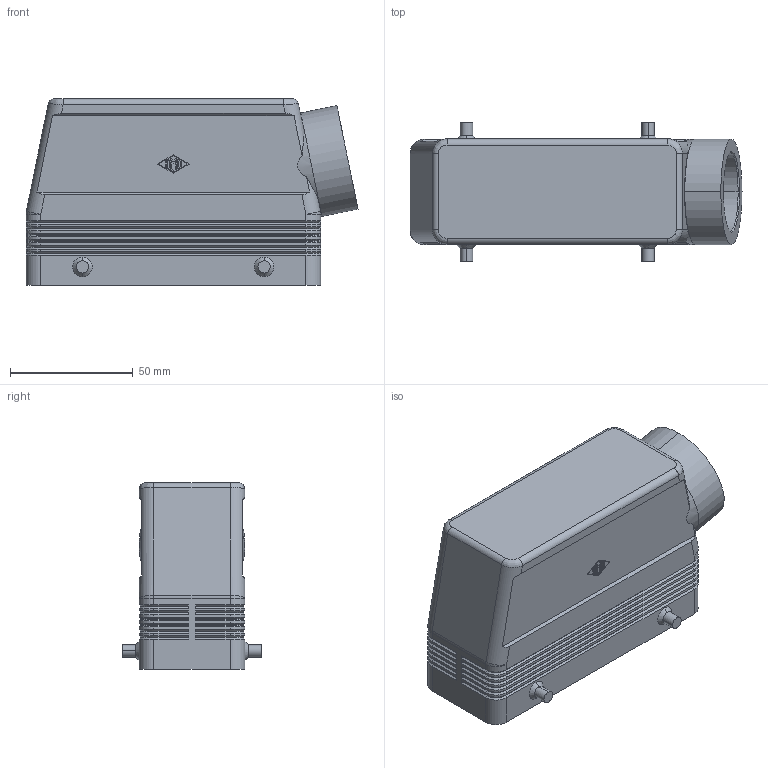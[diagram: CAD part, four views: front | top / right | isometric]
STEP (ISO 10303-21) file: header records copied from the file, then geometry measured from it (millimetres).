
FILE_DESCRIPTION(('Creo Elements/Direct Modeling STEP Export'),'2;1');
FILE_NAME('0ln7uvk49bke63f4700','2017-02-23T 8:56:48',(''),(''),'PTC Creo Elements/Direct Modeling STEP processor for AP214 (Solid Model)','PTC Creo Elements/Direct Modeling 19.0E 27-Jun-2016 (C) Parametric Technology GmbH','');
FILE_SCHEMA(('AUTOMOTIVE_DESIGN { 1 0 10303 214 1 1 1 1 }'));
Length unit declared in the file: millimetre
Products named in the file (1): MAOE_24.32
Bounding box: 135.24 x 57 x 76 mm (x, y, z)
Volume: 92205.7 mm3; surface area: 57684.8 mm2
Topology: 1 solids, 1 shells, 427 faces, 1015 edges, 600 vertices
Faces by surface type: plane 228, cylinder 119, cone 70, sphere 4, bspline 4, torus 2
Entity records: 15863 total; most frequent: CARTESIAN_POINT 2737, ORIENTED_EDGE 2014, DIRECTION 2007, EDGE_CURVE 1007, VECTOR 703, LINE 703, AXIS2_PLACEMENT_3D 652, VERTEX_POINT 600
